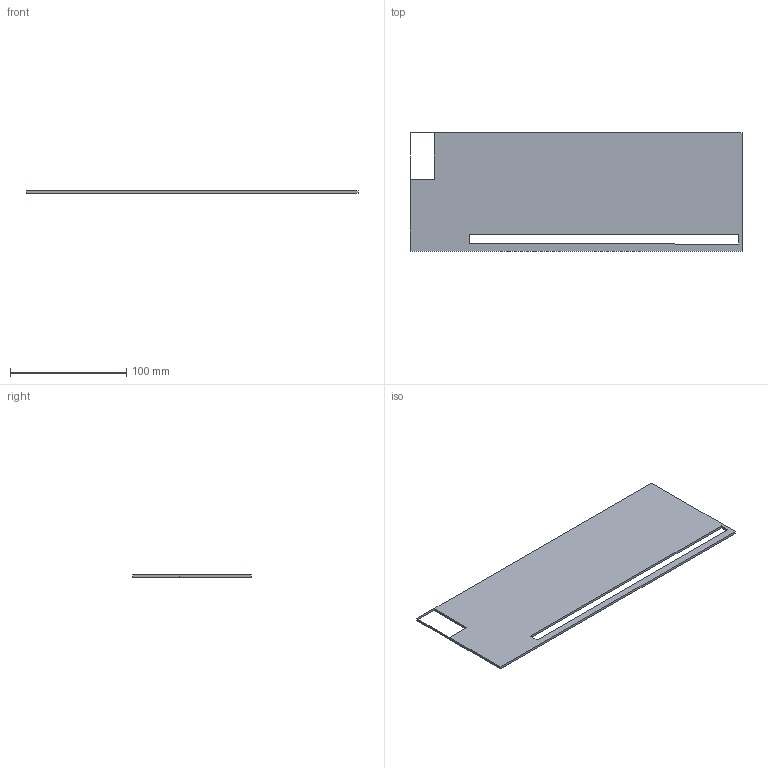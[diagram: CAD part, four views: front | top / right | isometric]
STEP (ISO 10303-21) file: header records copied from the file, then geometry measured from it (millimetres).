
FILE_DESCRIPTION(('FreeCAD Model'),'2;1');
FILE_NAME('Open CASCADE Shape Model','2023-04-05T11:27:48',(''),(''), 'Open CASCADE STEP processor 7.6','FreeCAD','Unknown');
FILE_SCHEMA(('AUTOMOTIVE_DESIGN { 1 0 10303 214 1 1 1 1 }'));
Length unit declared in the file: millimetre
Products named in the file (1): Body001
Bounding box: 285 x 101.8 x 2 mm (x, y, z)
Volume: 52594.3 mm3; surface area: 55344 mm2
Topology: 1 solids, 1 shells, 14 faces, 35 edges, 22 vertices
Faces by surface type: plane 14
Entity records: 437 total; most frequent: CARTESIAN_POINT 72, ORIENTED_EDGE 72, DIRECTION 65, EDGE_CURVE 35, LINE 35, VECTOR 35, VERTEX_POINT 22, FACE_BOUND 16
